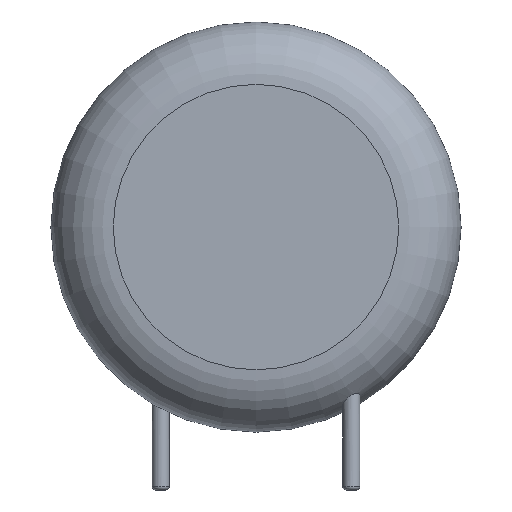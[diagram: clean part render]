
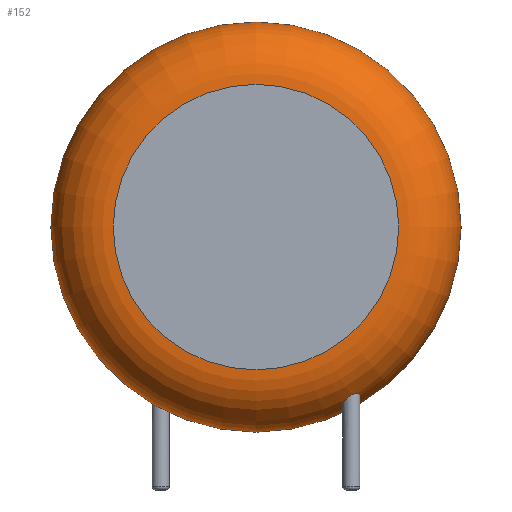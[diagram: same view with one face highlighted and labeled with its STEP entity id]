
A CAD part, front view. The second image highlights one B-rep face of the part: STEP entity #152.
In plain terms, the highlighted toroidal (fillet/blend) face has major radius 7.482 mm and minor radius 3.268 mm.
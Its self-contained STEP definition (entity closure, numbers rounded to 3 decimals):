
#24=VERTEX_POINT('',#25);
#25=CARTESIAN_POINT('',(15.75,-1.632,10.78));
#30=ORIENTED_EDGE('',*,*,#31,.T.);
#31=EDGE_CURVE('',#24,#24,#32,.T.);
#32=CIRCLE('',#33,10.75);
#33=AXIS2_PLACEMENT_3D('',#34,#35,#36);
#34=CARTESIAN_POINT('',(5.,-1.632,10.78));
#35=DIRECTION('',(0.,-1.,0.));
#36=DIRECTION('',(1.,0.,0.));
#152=ADVANCED_FACE('',(#153,#169),#232,.T.);
#153=FACE_BOUND('',#154,.T.);
#154=EDGE_LOOP('',(#30,#155,#163,#168));
#155=ORIENTED_EDGE('',*,*,#156,.T.);
#156=EDGE_CURVE('',#24,#157,#159,.T.);
#157=VERTEX_POINT('',#158);
#158=CARTESIAN_POINT('',(12.482,-4.9,10.78));
#159=CIRCLE('',#160,3.268);
#160=AXIS2_PLACEMENT_3D('',#161,#162,#36);
#161=CARTESIAN_POINT('',(12.482,-1.632,10.78));
#162=DIRECTION('',(0.,0.,-1.));
#163=ORIENTED_EDGE('',*,*,#164,.F.);
#164=EDGE_CURVE('',#157,#157,#165,.T.);
#165=CIRCLE('',#166,7.482);
#166=AXIS2_PLACEMENT_3D('',#167,#35,#36);
#167=CARTESIAN_POINT('',(5.,-4.9,10.78));
#168=ORIENTED_EDGE('',*,*,#156,.F.);
#169=FACE_BOUND('',#170,.T.);
#170=EDGE_LOOP('',(#171,#199));
#171=ORIENTED_EDGE('',*,*,#172,.T.);
#172=EDGE_CURVE('',#173,#175,#177,.T.);
#173=VERTEX_POINT('',#174);
#174=CARTESIAN_POINT('',(10.45,-3.1,1.92));
#175=VERTEX_POINT('',#176);
#176=CARTESIAN_POINT('',(9.604,-2.885,1.343));
#177=B_SPLINE_CURVE_WITH_KNOTS('',8,(#174,#178,#179,#180,#181,#182,#183,#184,#185,#186,#187,#188,#189,#190,#191,#192,#193,#194,#195,#196,#197,#198,#176),.UNSPECIFIED.,.F.,.F.,(9,7,7,9),(0.,0.249,0.553,1.),.UNSPECIFIED.);
#178=CARTESIAN_POINT('',(10.45,-3.065,1.9));
#179=CARTESIAN_POINT('',(10.447,-3.029,1.878));
#180=CARTESIAN_POINT('',(10.441,-2.995,1.855));
#181=CARTESIAN_POINT('',(10.431,-2.961,1.831));
#182=CARTESIAN_POINT('',(10.419,-2.928,1.807));
#183=CARTESIAN_POINT('',(10.404,-2.896,1.782));
#184=CARTESIAN_POINT('',(10.386,-2.866,1.757));
#185=CARTESIAN_POINT('',(10.341,-2.803,1.701));
#186=CARTESIAN_POINT('',(10.312,-2.771,1.67));
#187=CARTESIAN_POINT('',(10.279,-2.741,1.638));
#188=CARTESIAN_POINT('',(10.243,-2.716,1.607));
#189=CARTESIAN_POINT('',(10.204,-2.694,1.576));
#190=CARTESIAN_POINT('',(10.163,-2.676,1.546));
#191=CARTESIAN_POINT('',(10.119,-2.664,1.517));
#192=CARTESIAN_POINT('',(10.007,-2.645,1.449));
#193=CARTESIAN_POINT('',(9.937,-2.645,1.412));
#194=CARTESIAN_POINT('',(9.866,-2.658,1.379));
#195=CARTESIAN_POINT('',(9.798,-2.684,1.354));
#196=CARTESIAN_POINT('',(9.735,-2.721,1.337));
#197=CARTESIAN_POINT('',(9.681,-2.769,1.329));
#198=CARTESIAN_POINT('',(9.637,-2.825,1.332));
#199=ORIENTED_EDGE('',*,*,#200,.T.);
#200=EDGE_CURVE('',#175,#173,#201,.T.);
#201=B_SPLINE_CURVE_WITH_KNOTS('',6,(#176,#202,#203,#204,#205,#206,#207,#208,#209,#210,#211,#212,#213,#214,#215,#216,#217,#218,#219,#220,#221,#222,#223,#224,#225,#226,#227,#228,#229,#230,#231,#174),.UNSPECIFIED.,.F.,.F.,(7,5,5,5,5,5,7),(0.,0.166,0.366,0.549,0.715,0.864,1.),.UNSPECIFIED.);
#202=CARTESIAN_POINT('',(9.582,-2.927,1.352));
#203=CARTESIAN_POINT('',(9.565,-2.971,1.365));
#204=CARTESIAN_POINT('',(9.553,-3.017,1.382));
#205=CARTESIAN_POINT('',(9.548,-3.062,1.404));
#206=CARTESIAN_POINT('',(9.548,-3.107,1.429));
#207=CARTESIAN_POINT('',(9.559,-3.203,1.49));
#208=CARTESIAN_POINT('',(9.572,-3.253,1.528));
#209=CARTESIAN_POINT('',(9.592,-3.301,1.568));
#210=CARTESIAN_POINT('',(9.617,-3.345,1.611));
#211=CARTESIAN_POINT('',(9.648,-3.385,1.655));
#212=CARTESIAN_POINT('',(9.717,-3.453,1.741));
#213=CARTESIAN_POINT('',(9.754,-3.481,1.782));
#214=CARTESIAN_POINT('',(9.795,-3.506,1.823));
#215=CARTESIAN_POINT('',(9.839,-3.525,1.862));
#216=CARTESIAN_POINT('',(9.887,-3.539,1.9));
#217=CARTESIAN_POINT('',(9.983,-3.552,1.964));
#218=CARTESIAN_POINT('',(10.031,-3.553,1.992));
#219=CARTESIAN_POINT('',(10.079,-3.548,2.016));
#220=CARTESIAN_POINT('',(10.127,-3.536,2.034));
#221=CARTESIAN_POINT('',(10.174,-3.518,2.046));
#222=CARTESIAN_POINT('',(10.255,-3.473,2.059));
#223=CARTESIAN_POINT('',(10.291,-3.448,2.06));
#224=CARTESIAN_POINT('',(10.324,-3.418,2.057));
#225=CARTESIAN_POINT('',(10.352,-3.385,2.05));
#226=CARTESIAN_POINT('',(10.376,-3.35,2.039));
#227=CARTESIAN_POINT('',(10.414,-3.28,2.013));
#228=CARTESIAN_POINT('',(10.429,-3.245,1.998));
#229=CARTESIAN_POINT('',(10.439,-3.209,1.981));
#230=CARTESIAN_POINT('',(10.447,-3.173,1.962));
#231=CARTESIAN_POINT('',(10.45,-3.136,1.942));
#232=TOROIDAL_SURFACE('',#33,7.482,3.268);
